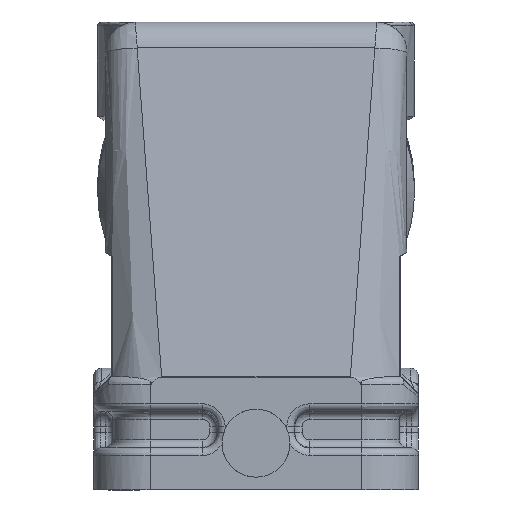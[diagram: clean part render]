
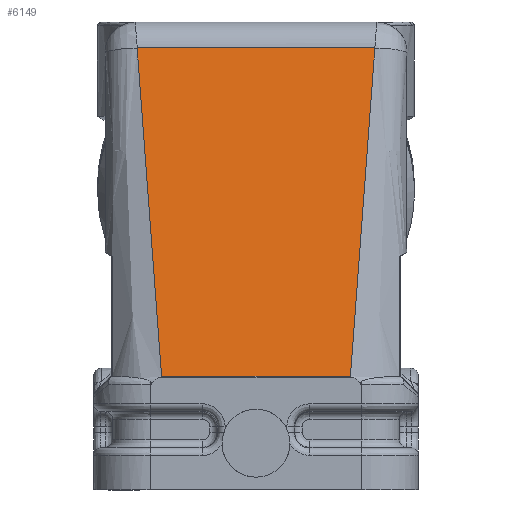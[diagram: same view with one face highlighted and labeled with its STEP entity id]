
A CAD part, left-side view. The second image highlights one B-rep face of the part: STEP entity #6149.
In plain terms, the highlighted planar face has unit normal (-0.99, 0, 0.139).
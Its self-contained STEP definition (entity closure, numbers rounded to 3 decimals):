
#6149=ADVANCED_FACE('',(#7067),#6436,.T.);
#6436=PLANE('',#17364);
#7067=FACE_OUTER_BOUND('',#7768,.T.);
#7768=EDGE_LOOP('',(#11728,#11729,#11730,#11731));
#11728=ORIENTED_EDGE('',*,*,#14679,.T.);
#11729=ORIENTED_EDGE('',*,*,#14677,.T.);
#11730=ORIENTED_EDGE('',*,*,#14061,.T.);
#11731=ORIENTED_EDGE('',*,*,#14680,.T.);
#12648=VERTEX_POINT('',#24887);
#12650=VERTEX_POINT('',#25042);
#12998=VERTEX_POINT('',#30106);
#12999=VERTEX_POINT('',#30118);
#14061=EDGE_CURVE('',#12650,#12648,#15350,.T.);
#14677=EDGE_CURVE('',#12998,#12650,#15578,.T.);
#14679=EDGE_CURVE('',#12999,#12998,#15579,.T.);
#14680=EDGE_CURVE('',#12648,#12999,#15580,.T.);
#15350=LINE('',#25045,#16222);
#15578=LINE('',#30105,#16450);
#15579=LINE('',#30117,#16451);
#15580=LINE('',#30119,#16452);
#16222=VECTOR('',#19101,1.);
#16450=VECTOR('',#20025,1.);
#16451=VECTOR('',#20026,1.);
#16452=VECTOR('',#20027,1.);
#17364=AXIS2_PLACEMENT_3D('',#30120,#20028,#20029);
#19101=DIRECTION('',(0.,1.,0.));
#20025=DIRECTION('',(0.139,-0.074,0.988));
#20026=DIRECTION('',(0.,-1.,0.));
#20027=DIRECTION('',(-0.139,-0.074,-0.988));
#20028=DIRECTION('',(-0.99,0.,0.139));
#20029=DIRECTION('',(-0.139,0.,-0.99));
#24887=CARTESIAN_POINT('',(-53.879,15.744,58.557));
#25042=CARTESIAN_POINT('',(-53.879,-15.744,58.557));
#25045=CARTESIAN_POINT('',(-53.879,-15.744,58.557));
#30105=CARTESIAN_POINT('',(-59.99,-12.505,15.069));
#30106=CARTESIAN_POINT('',(-59.99,-12.505,15.069));
#30117=CARTESIAN_POINT('',(-59.99,12.505,15.069));
#30118=CARTESIAN_POINT('',(-59.99,12.505,15.069));
#30119=CARTESIAN_POINT('',(-53.879,15.744,58.557));
#30120=CARTESIAN_POINT('',(-53.05,16.744,64.449));
